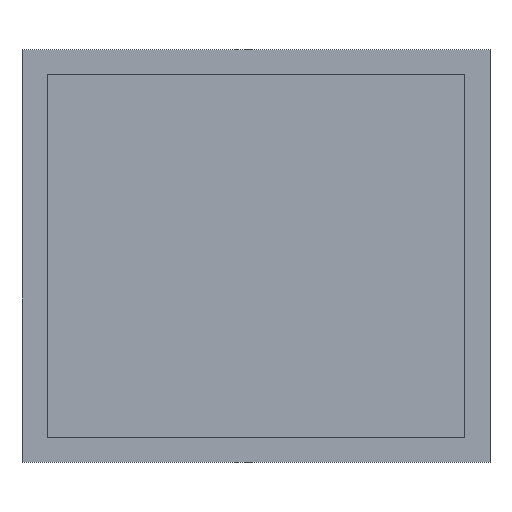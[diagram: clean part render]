
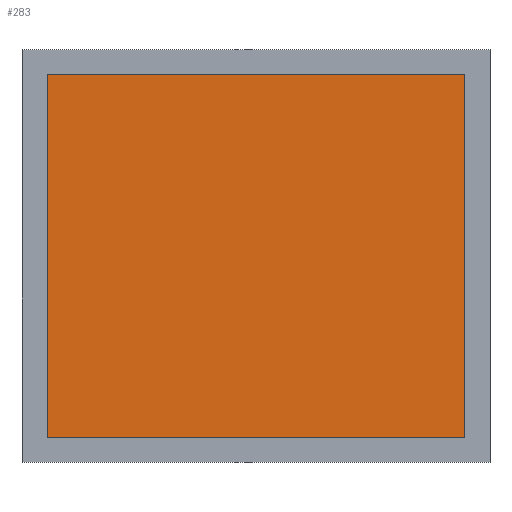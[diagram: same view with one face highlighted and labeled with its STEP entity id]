
A CAD part, top view. The second image highlights one B-rep face of the part: STEP entity #283.
In plain terms, the highlighted planar face has unit normal (0, 0, 1).
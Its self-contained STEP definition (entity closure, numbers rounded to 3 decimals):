
#31=FACE_OUTER_BOUND('',#49,.T.);
#49=EDGE_LOOP('',(#247,#248,#249,#250));
#63=LINE('',#410,#99);
#67=LINE('',#418,#103);
#70=LINE('',#424,#106);
#73=LINE('',#429,#109);
#99=VECTOR('',#338,10.);
#103=VECTOR('',#344,10.);
#106=VECTOR('',#349,10.);
#109=VECTOR('',#354,10.);
#131=VERTEX_POINT('',#408);
#132=VERTEX_POINT('',#409);
#135=VERTEX_POINT('',#417);
#137=VERTEX_POINT('',#423);
#159=EDGE_CURVE('',#131,#132,#63,.T.);
#163=EDGE_CURVE('',#135,#131,#67,.T.);
#166=EDGE_CURVE('',#132,#137,#70,.T.);
#169=EDGE_CURVE('',#137,#135,#73,.T.);
#247=ORIENTED_EDGE('',*,*,#163,.T.);
#248=ORIENTED_EDGE('',*,*,#159,.T.);
#249=ORIENTED_EDGE('',*,*,#166,.T.);
#250=ORIENTED_EDGE('',*,*,#169,.T.);
#268=PLANE('',#312);
#283=ADVANCED_FACE('',(#31),#268,.T.);
#312=AXIS2_PLACEMENT_3D('',#456,#378,#379);
#338=DIRECTION('',(0.,1.,0.));
#344=DIRECTION('',(1.,0.,0.));
#349=DIRECTION('',(-1.,0.,0.));
#354=DIRECTION('',(0.,-1.,0.));
#378=DIRECTION('center_axis',(0.,0.,1.));
#379=DIRECTION('ref_axis',(1.,0.,0.));
#408=CARTESIAN_POINT('',(33.,-22.,3.));
#409=CARTESIAN_POINT('',(33.,50.,3.));
#410=CARTESIAN_POINT('',(33.,50.,3.));
#417=CARTESIAN_POINT('',(-50.,-22.,3.));
#418=CARTESIAN_POINT('',(33.,-22.,3.));
#423=CARTESIAN_POINT('',(-50.,50.,3.));
#424=CARTESIAN_POINT('',(-50.,50.,3.));
#429=CARTESIAN_POINT('',(-50.,-22.,3.));
#456=CARTESIAN_POINT('Origin',(-8.5,14.,3.));
